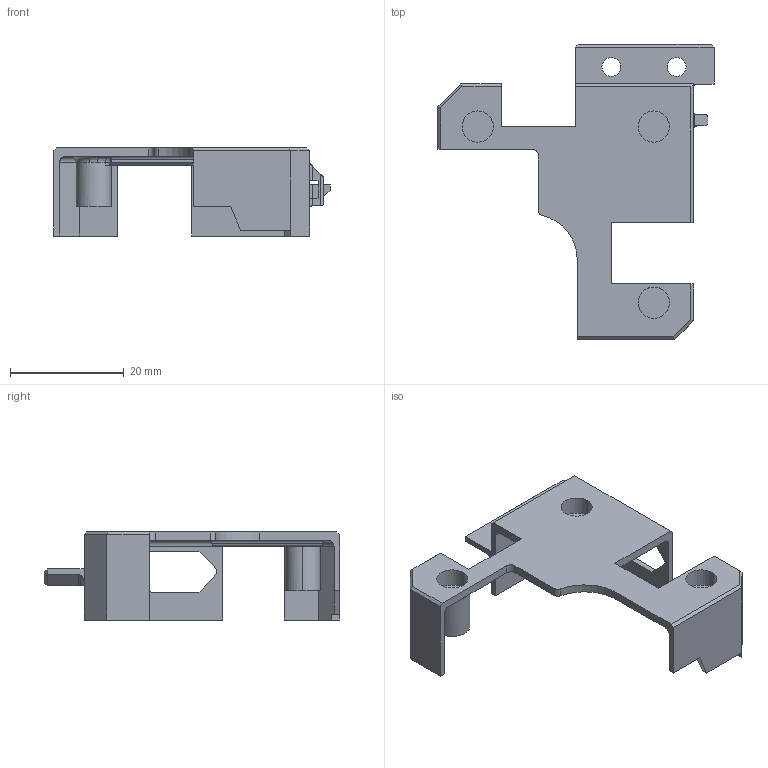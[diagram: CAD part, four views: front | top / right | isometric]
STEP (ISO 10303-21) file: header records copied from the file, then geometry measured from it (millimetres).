
FILE_DESCRIPTION (( 'STEP AP203' ), '1' );
FILE_NAME ('shtt42-TOP-Cover.STEP', '2022-04-21T14:26:50', ( 'Cyborg' ), ( '' ), 'SwSTEP 2.0', 'SolidWorks 2019', '' );
FILE_SCHEMA (( 'CONFIG_CONTROL_DESIGN' ));
Length unit declared in the file: millimetre
Products named in the file (1): shtt42-TOP-Cover
Bounding box: 48.61 x 52 x 15.5 mm (x, y, z)
Volume: 3696 mm3; surface area: 6160.4 mm2
Topology: 4 solids, 4 shells, 187 faces, 474 edges, 301 vertices
Faces by surface type: plane 102, cylinder 69, torus 9, bspline 5, cone 2
Entity records: 5847 total; most frequent: CARTESIAN_POINT 1296, ORIENTED_EDGE 948, DIRECTION 906, EDGE_CURVE 474, LINE 316, VECTOR 316, VERTEX_POINT 301, AXIS2_PLACEMENT_3D 295
